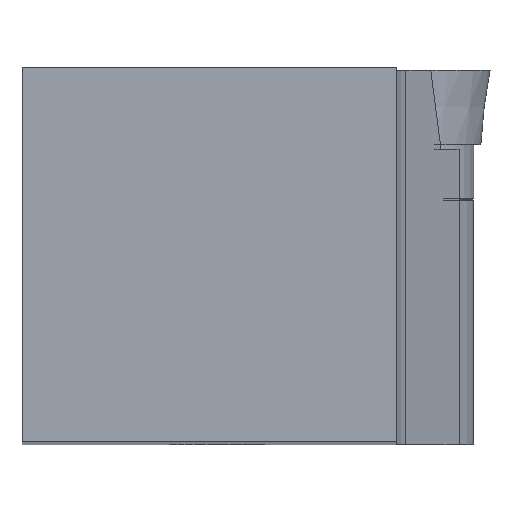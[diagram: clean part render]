
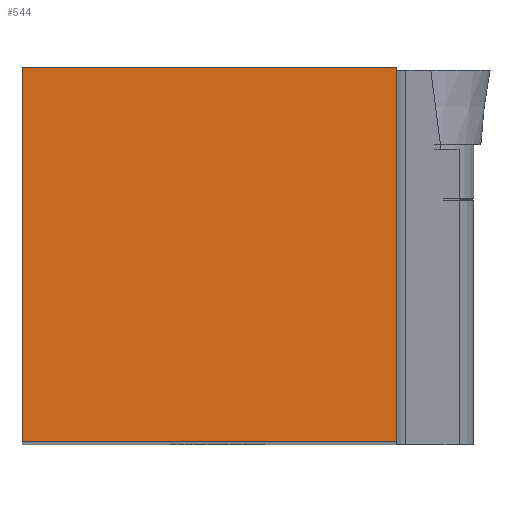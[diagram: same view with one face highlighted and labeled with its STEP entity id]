
A CAD part, top view. The second image highlights one B-rep face of the part: STEP entity #544.
In plain terms, the highlighted planar face has unit normal (0, 0, 1).
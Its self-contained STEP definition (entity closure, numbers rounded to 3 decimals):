
#140=CARTESIAN_POINT('',(0.,32.0,0.0));
#141=VERTEX_POINT('',#140);
#148=CARTESIAN_POINT('',(32.,32.,0.0));
#149=VERTEX_POINT('',#148);
#150=CARTESIAN_POINT('',(32.,32.,0.0));
#151=DIRECTION('',(-1.0,0.0,0.0));
#152=VECTOR('',#151,32.0);
#153=LINE('',#150,#152);
#154=EDGE_CURVE('',#149,#141,#153,.T.);
#468=CARTESIAN_POINT('',(0.0,0.0,0.0));
#469=VERTEX_POINT('',#468);
#476=CARTESIAN_POINT('',(0.,32.0,0.0));
#477=DIRECTION('',(0.0,-1.0,0.0));
#478=VECTOR('',#477,32.0);
#479=LINE('',#476,#478);
#480=EDGE_CURVE('',#141,#469,#479,.T.);
#493=CARTESIAN_POINT('',(32.0,0.0,0.0));
#494=VERTEX_POINT('',#493);
#495=CARTESIAN_POINT('',(32.0,0.0,0.0));
#496=DIRECTION('',(0.0,1.0,0.0));
#497=VECTOR('',#496,32.);
#498=LINE('',#495,#497);
#499=EDGE_CURVE('',#494,#149,#498,.T.);
#520=CARTESIAN_POINT('',(0.0,0.0,0.0));
#521=DIRECTION('',(1.0,0.0,0.0));
#522=VECTOR('',#521,32.0);
#523=LINE('',#520,#522);
#524=EDGE_CURVE('',#469,#494,#523,.T.);
#533=CARTESIAN_POINT('',(16.,16.0,0.0));
#534=DIRECTION('',(0.0,0.0,1.0));
#535=DIRECTION('',(1.0,0.0,0.0));
#536=AXIS2_PLACEMENT_3D('',#533,#534,#535);
#537=PLANE('',#536);
#538=ORIENTED_EDGE('',*,*,#524,.T.);
#539=ORIENTED_EDGE('',*,*,#499,.T.);
#540=ORIENTED_EDGE('',*,*,#154,.T.);
#541=ORIENTED_EDGE('',*,*,#480,.T.);
#542=EDGE_LOOP('',(#538,#539,#540,#541));
#543=FACE_OUTER_BOUND('',#542,.T.);
#544=ADVANCED_FACE('',(#543),#537,.T.);
